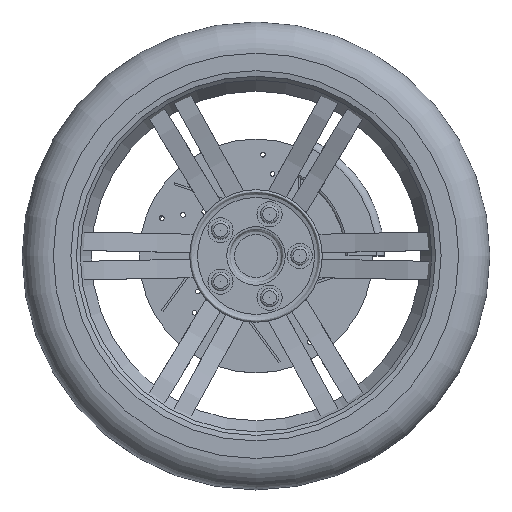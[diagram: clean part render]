
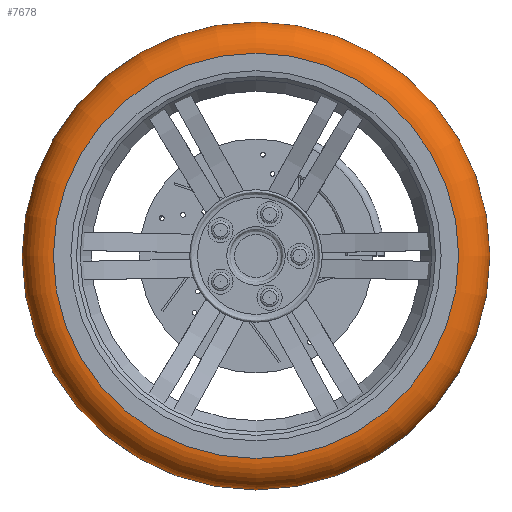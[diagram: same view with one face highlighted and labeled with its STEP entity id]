
A CAD part, top view. The second image highlights one B-rep face of the part: STEP entity #7678.
In plain terms, the highlighted toroidal (fillet/blend) face has major radius 264.16 mm and minor radius 40.64 mm.
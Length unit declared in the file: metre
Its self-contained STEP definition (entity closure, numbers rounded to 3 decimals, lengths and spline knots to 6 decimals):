
#262 = CARTESIAN_POINT('NONE', (0.3048, 0., 0.099314));
#263 = VERTEX_POINT('NONE', #262);
#264 = CARTESIAN_POINT('NONE', (0.26416, 0., 0.139954));
#265 = VERTEX_POINT('NONE', #264);
#1922 = DIRECTION('NONE', (1, 0, -0));
#1923 = DIRECTION('NONE', (0, 0, 1));
#1924 = CARTESIAN_POINT('NONE', (0, 0, 0.099314));
#1925 = AXIS2_PLACEMENT_3D('NONE', #1924, #1923, #1922);
#1926 = CIRCLE('NONE', #1925, 0.3048);
#1932 = DIRECTION('NONE', (1, 0, -0));
#1933 = DIRECTION('NONE', (0, 0, 1));
#1934 = CARTESIAN_POINT('NONE', (0, 0, 0.139954));
#1935 = AXIS2_PLACEMENT_3D('NONE', #1934, #1933, #1932);
#1936 = CIRCLE('NONE', #1935, 0.26416);
#4399 = EDGE_CURVE('NONE', #263, #263, #1926, .T.);
#4401 = EDGE_CURVE('NONE', #265, #265, #1936, .T.);
#5633 = CARTESIAN_POINT('NONE', (0, 0, 0.099314));
#5634 = DIRECTION('NONE', (-0, 0, -1));
#5635 = DIRECTION('NONE', (1, 0, -0));
#5636 = AXIS2_PLACEMENT_3D('NONE', #5633, #5634, #5635);
#5637 = TOROIDAL_SURFACE('NONE', #5636, 0.26416, 0.04064);
#7672 = ORIENTED_EDGE('NONE', *, *, #4399, .T.);
#7673 = ORIENTED_EDGE('NONE', *, *, #4401, .F.);
#7674 = EDGE_LOOP('NONE', (#7672));
#7675 = FACE_BOUND('NONE', #7674, .T.);
#7676 = EDGE_LOOP('NONE', (#7673));
#7677 = FACE_BOUND('NONE', #7676, .T.);
#7678 = ADVANCED_FACE('NONE', (#7675, #7677), #5637, .T.);
